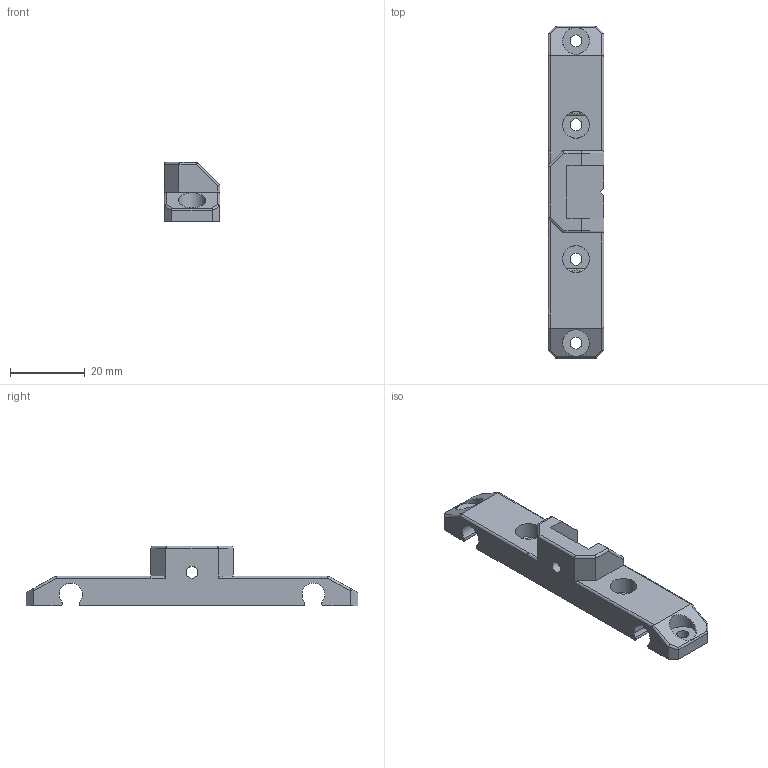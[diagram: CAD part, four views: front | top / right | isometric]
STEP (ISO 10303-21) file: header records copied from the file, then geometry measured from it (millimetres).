
FILE_DESCRIPTION(('FreeCAD Model'),'2;1');
FILE_NAME('Open CASCADE Shape Model','2024-05-05T13:33:21',(''),(''), 'Open CASCADE STEP processor 7.6','FreeCAD','Unknown');
FILE_SCHEMA(('AUTOMOTIVE_DESIGN { 1 0 10303 214 1 1 1 1 }'));
Length unit declared in the file: millimetre
Products named in the file (1): idler+rod.holders
Bounding box: 15 x 89 x 16 mm (x, y, z)
Volume: 8838.8 mm3; surface area: 5429.6 mm2
Topology: 1 solids, 1 shells, 80 faces, 214 edges, 140 vertices
Faces by surface type: cylinder 41, plane 38, bspline 1
Full cylindrical faces by diameter (mm): 3.2 x5, 7.2 x4
Entity records: 5843 total; most frequent: CARTESIAN_POINT 1656, DIRECTION 754, ORIENTED_EDGE 428, PCURVE 428, DEFINITIONAL_REPRESENTATION 428, LINE 408, VECTOR 408, EDGE_CURVE 214
